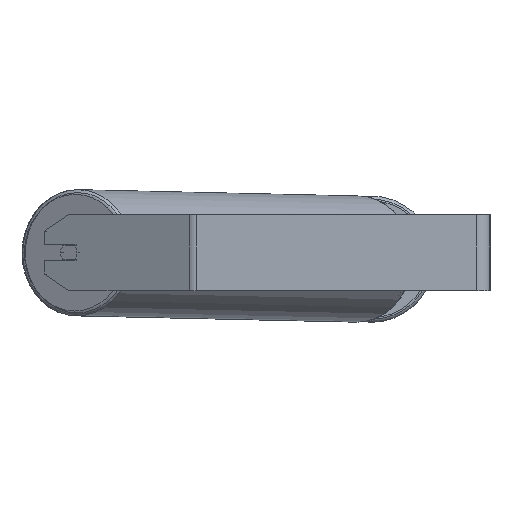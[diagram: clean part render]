
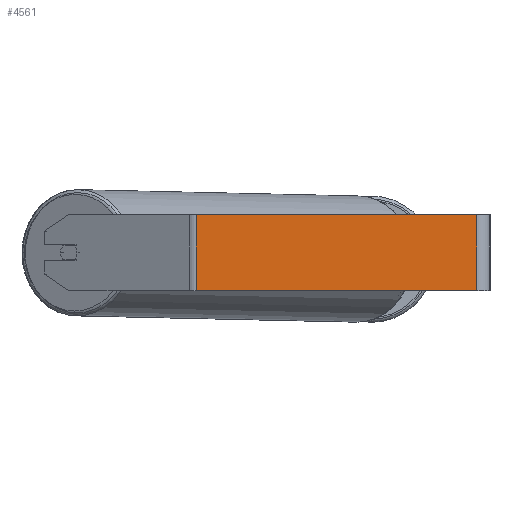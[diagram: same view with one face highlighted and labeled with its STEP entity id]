
A CAD part, left-side view. The second image highlights one B-rep face of the part: STEP entity #4561.
In plain terms, the highlighted planar face has unit normal (-1, 0, 0).
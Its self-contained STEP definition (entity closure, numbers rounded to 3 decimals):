
#152 = VERTEX_POINT ( 'NONE', #363 ) ;
#188 = LINE ( 'NONE', #1390, #8327 ) ;
#325 = VECTOR ( 'NONE', #1330, 1000. ) ;
#342 = ORIENTED_EDGE ( 'NONE', *, *, #5164, .F. ) ;
#363 = CARTESIAN_POINT ( 'NONE',  ( -945., 309.521, -40. ) ) ;
#411 = AXIS2_PLACEMENT_3D ( 'NONE', #5163, #8419, #1749 ) ;
#579 = ORIENTED_EDGE ( 'NONE', *, *, #8103, .T. ) ;
#926 = CARTESIAN_POINT ( 'NONE',  ( -945., 14., -40. ) ) ;
#1038 = FACE_OUTER_BOUND ( 'NONE', #2431, .T. ) ;
#1046 = DIRECTION ( 'NONE',  ( 0., -1., 0. ) ) ;
#1330 = DIRECTION ( 'NONE',  ( 0., -1., 0. ) ) ;
#1390 = CARTESIAN_POINT ( 'NONE',  ( -945., 309.521, 40. ) ) ;
#1441 = VERTEX_POINT ( 'NONE', #8559 ) ;
#1749 = DIRECTION ( 'NONE',  ( 0., 0., -1. ) ) ;
#2269 = CARTESIAN_POINT ( 'NONE',  ( -945., 309.521, 40. ) ) ;
#2431 = EDGE_LOOP ( 'NONE', ( #579, #342, #3629, #5188 ) ) ;
#2699 = CARTESIAN_POINT ( 'NONE',  ( -945., 313.272, -40. ) ) ;
#3190 = EDGE_CURVE ( 'NONE', #3235, #152, #188, .T. ) ;
#3235 = VERTEX_POINT ( 'NONE', #2269 ) ;
#3322 = LINE ( 'NONE', #8301, #4399 ) ;
#3629 = ORIENTED_EDGE ( 'NONE', *, *, #4097, .F. ) ;
#4097 = EDGE_CURVE ( 'NONE', #3235, #1441, #4515, .T. ) ;
#4212 = LINE ( 'NONE', #2699, #325 ) ;
#4399 = VECTOR ( 'NONE', #8434, 1000. ) ;
#4474 = CARTESIAN_POINT ( 'NONE',  ( -945., 313.272, 40. ) ) ;
#4515 = LINE ( 'NONE', #4474, #6338 ) ;
#4550 = PLANE ( 'NONE',  #411 ) ;
#4561 = ADVANCED_FACE ( 'NONE', ( #1038 ), #4550, .F. ) ;
#5163 = CARTESIAN_POINT ( 'NONE',  ( -945., 313.272, 40. ) ) ;
#5164 = EDGE_CURVE ( 'NONE', #1441, #6683, #3322, .T. ) ;
#5188 = ORIENTED_EDGE ( 'NONE', *, *, #3190, .T. ) ;
#6338 = VECTOR ( 'NONE', #1046, 1000. ) ;
#6683 = VERTEX_POINT ( 'NONE', #926 ) ;
#6790 = DIRECTION ( 'NONE',  ( 0., 0., -1. ) ) ;
#8103 = EDGE_CURVE ( 'NONE', #152, #6683, #4212, .T. ) ;
#8301 = CARTESIAN_POINT ( 'NONE',  ( -945., 14., 40. ) ) ;
#8327 = VECTOR ( 'NONE', #6790, 1000. ) ;
#8419 = DIRECTION ( 'NONE',  ( 1., 0., 0. ) ) ;
#8434 = DIRECTION ( 'NONE',  ( 0., 0., -1. ) ) ;
#8559 = CARTESIAN_POINT ( 'NONE',  ( -945., 14., 40. ) ) ;
